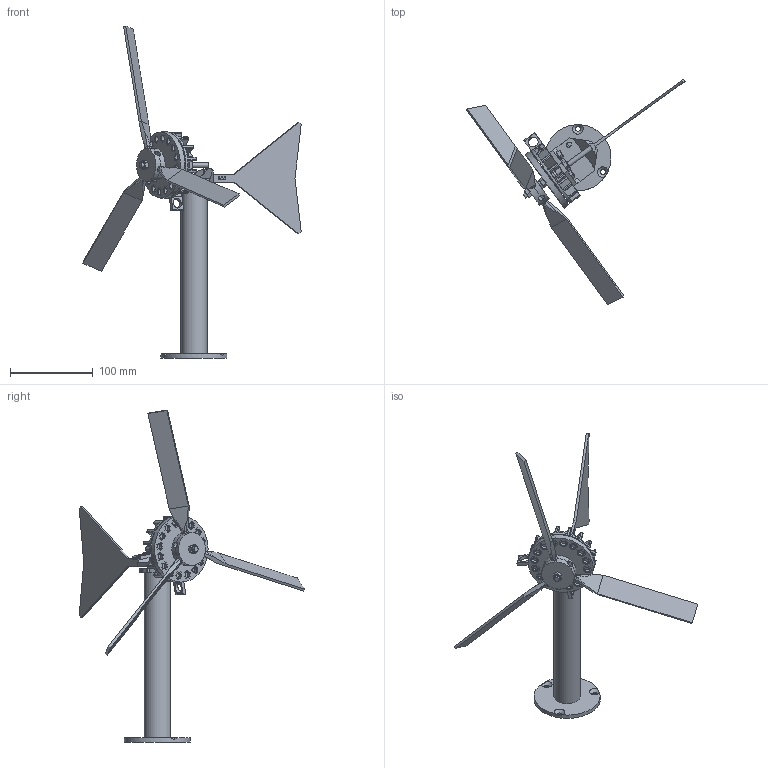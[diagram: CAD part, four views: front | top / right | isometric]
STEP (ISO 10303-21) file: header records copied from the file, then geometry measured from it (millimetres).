
FILE_DESCRIPTION(/* description */ (''),/* implementation_level */ '2;1');
FILE_NAME(/* name */ 'LearningKitWind.stp',/* time_stamp */ '2025-04-01T11:22:55+02:00',/* author */ ('Maximilian Hock'),/* organization */ (''),/* preprocessor_version */ 'ST-DEVELOPER v20',/* originating_system */ 'Autodesk Inventor 2024',/* authorisation */ '');
FILE_SCHEMA (('AUTOMOTIVE_DESIGN { 1 0 10303 214 3 1 1 }'));
Length unit declared in the file: millimetre
Products named in the file (18): LearningKitWindAlt; WindFoot; WindTowerNacelleInterface; WindRotor; WindHub; WindHub_1; WindBladeFlat; WindTower; WindNacelleAltAlt; WindFinAlt; PancakeGeneratorAlt; Axle; PancakeBearingAdapter; PancakeRotor; ISO 4017 - M6 x 20; PancakeStator; ISO 4032 - M6; SKF608
Assembly tree (32 placements, depth 3):
  LearningKitWindAlt
    WindFoot
    WindTowerNacelleInterface
    WindRotor
      WindHub
      WindHub_1
      WindBladeFlat  x3
    WindTower
    ISO 4032 - M6  x4
    WindNacelleAltAlt
    SKF608  x2
    WindFinAlt
    PancakeGeneratorAlt
      SKF608  x2
      Axle
      ISO 4032 - M6  x5
      PancakeBearingAdapter
      PancakeRotor
      ISO 4017 - M6 x 20  x3
      PancakeStator
Bounding box: 264.53 x 273.27 x 402.15 mm (x, y, z)
Volume: 234956.7 mm3; surface area: 170582.9 mm2
Topology: 30 solids, 30 shells, 1609 faces, 4430 edges, 2963 vertices
Faces by surface type: plane 995, bspline 250, cylinder 196, cone 80, torus 64, sphere 24
Full cylindrical faces by diameter (mm): 4.917 x9, 6 x4, 6.1 x13, 7 x16, 7.9 x2, 8 x4, 8.88 x3, 10.1 x16, 11.45 x1, 12 x2, 12.48 x8, 17.52 x8, 20.1 x2, 22 x4, 22.1 x3, 29 x1, 32 x1, 40 x2, 80 x2
Entity records: 41387 total; most frequent: CARTESIAN_POINT 11105, ORIENTED_EDGE 6550, DIRECTION 5353, EDGE_CURVE 3275, LINE 2201, VECTOR 2201, VERTEX_POINT 2166, AXIS2_PLACEMENT_3D 1576
